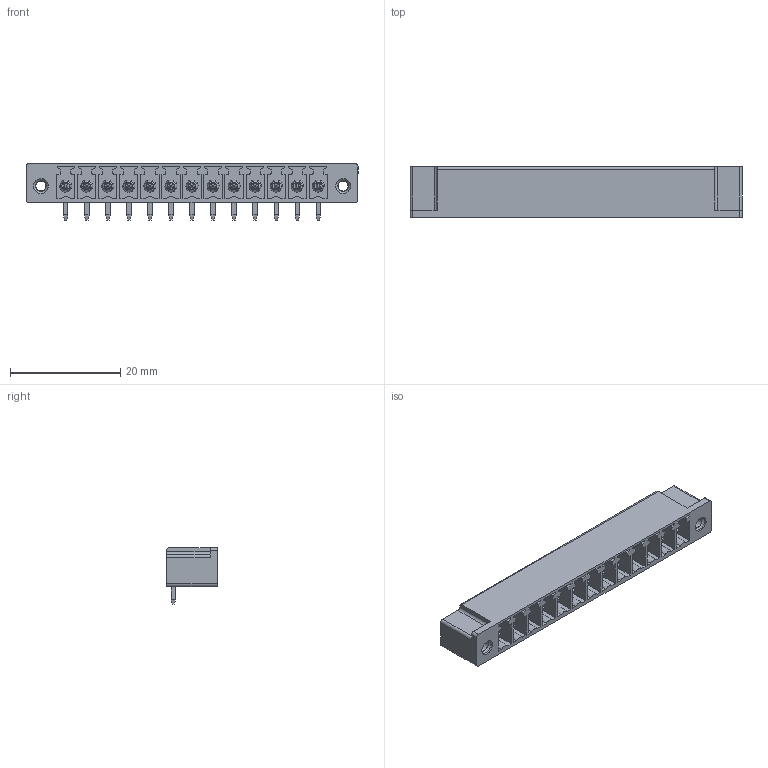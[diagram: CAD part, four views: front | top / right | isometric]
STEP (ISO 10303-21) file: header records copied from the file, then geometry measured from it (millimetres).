
FILE_DESCRIPTION(('CATIA V5 STEP Exchange','CAx-IF Rec.Pracs.--- Model Styling and Organization---1.2---2011-12-15'),'2;1');
FILE_NAME ('D1459797_0', '2018-09-29T04:10:55+00:00', ('none'), ('Weidmueller'), 'CATIA Version 5-6 Release 2014', 'CATIA V5 STEP AP214', 'none');
FILE_SCHEMA(('AUTOMOTIVE_DESIGN { 1 0 10303 214 1 1 1 1 }'));
Length unit declared in the file: millimetre
Products named in the file (1): 1942560000
Bounding box: 60.12 x 9.2 x 10.25 mm (x, y, z)
Volume: 1933.7 mm3; surface area: 5143.7 mm2
Topology: 14 solids, 14 shells, 1044 faces, 2983 edges, 2008 vertices
Faces by surface type: plane 733, cylinder 255, cone 30, torus 26
Entity records: 31519 total; most frequent: CARTESIAN_POINT 6182, ORIENTED_EDGE 5966, DIRECTION 4024, EDGE_CURVE 2983, VECTOR 2317, LINE 2317, VERTEX_POINT 2008, AXIS2_PLACEMENT_3D 1129
